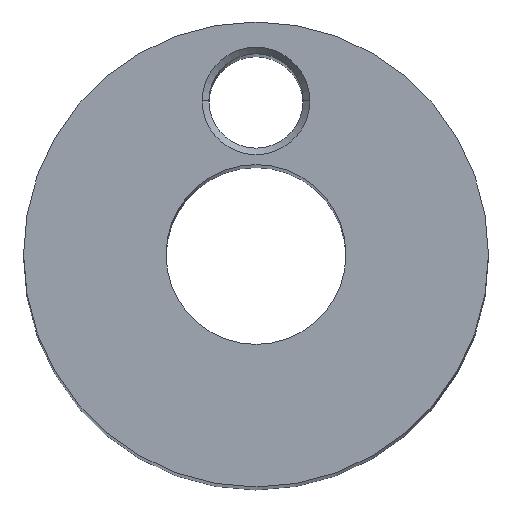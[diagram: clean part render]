
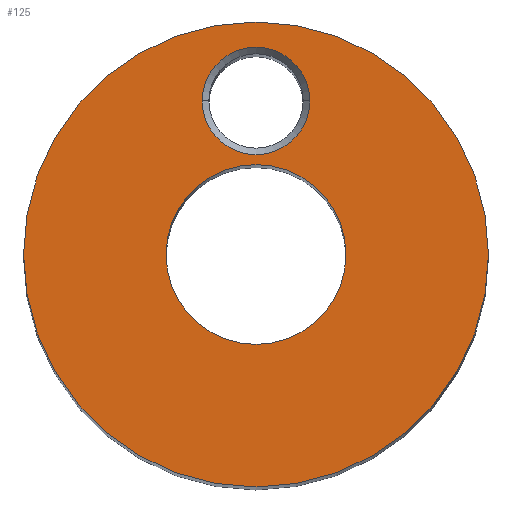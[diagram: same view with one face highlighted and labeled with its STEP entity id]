
A CAD part, top view. The second image highlights one B-rep face of the part: STEP entity #125.
In plain terms, the highlighted planar face has unit normal (0, 0, 1).
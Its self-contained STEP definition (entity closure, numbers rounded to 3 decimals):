
#1 = DIRECTION ( 'NONE',  ( 1., 0., 0. ) ) ;
#2 = PLANE ( 'NONE',  #265 ) ;
#9 = CARTESIAN_POINT ( 'NONE',  ( 2.45, 7., 79. ) ) ;
#36 = FACE_BOUND ( 'NONE', #93, .T. ) ;
#38 = CARTESIAN_POINT ( 'NONE',  ( 0., 0., 79. ) ) ;
#54 = CIRCLE ( 'NONE', #71, 2.45 ) ;
#63 = CIRCLE ( 'NONE', #498, 2.45 ) ;
#71 = AXIS2_PLACEMENT_3D ( 'NONE', #519, #172, #169 ) ;
#82 = CARTESIAN_POINT ( 'NONE',  ( -4.1, 0., 79. ) ) ;
#83 = DIRECTION ( 'NONE',  ( 0., 0., 1. ) ) ;
#86 = ORIENTED_EDGE ( 'NONE', *, *, #263, .T. ) ;
#88 = DIRECTION ( 'NONE',  ( 1., 0., 0. ) ) ;
#89 = EDGE_LOOP ( 'NONE', ( #180, #529 ) ) ;
#93 = EDGE_LOOP ( 'NONE', ( #106, #86 ) ) ;
#97 = AXIS2_PLACEMENT_3D ( 'NONE', #339, #538, #355 ) ;
#106 = ORIENTED_EDGE ( 'NONE', *, *, #303, .T. ) ;
#119 = DIRECTION ( 'NONE',  ( 0., 0., 1. ) ) ;
#121 = CARTESIAN_POINT ( 'NONE',  ( 10.6, 0., 79. ) ) ;
#125 = ADVANCED_FACE ( 'NONE', ( #36, #198, #458 ), #2, .T. ) ;
#141 = CIRCLE ( 'NONE', #204, 10.6 ) ;
#152 = ORIENTED_EDGE ( 'NONE', *, *, #273, .T. ) ;
#169 = DIRECTION ( 'NONE',  ( 1., 0., 0. ) ) ;
#172 = DIRECTION ( 'NONE',  ( 0., 0., -1. ) ) ;
#180 = ORIENTED_EDGE ( 'NONE', *, *, #244, .F. ) ;
#181 = AXIS2_PLACEMENT_3D ( 'NONE', #315, #388, #482 ) ;
#197 = AXIS2_PLACEMENT_3D ( 'NONE', #38, #383, #1 ) ;
#198 = FACE_OUTER_BOUND ( 'NONE', #444, .T. ) ;
#204 = AXIS2_PLACEMENT_3D ( 'NONE', #537, #83, #213 ) ;
#213 = DIRECTION ( 'NONE',  ( 1., 0., 0. ) ) ;
#217 = CARTESIAN_POINT ( 'NONE',  ( 0., 7., 79. ) ) ;
#220 = VERTEX_POINT ( 'NONE', #121 ) ;
#240 = VERTEX_POINT ( 'NONE', #421 ) ;
#244 = EDGE_CURVE ( 'NONE', #331, #240, #528, .T. ) ;
#263 = EDGE_CURVE ( 'NONE', #287, #284, #54, .T. ) ;
#265 = AXIS2_PLACEMENT_3D ( 'NONE', #299, #119, #381 ) ;
#273 = EDGE_CURVE ( 'NONE', #451, #220, #141, .T. ) ;
#284 = VERTEX_POINT ( 'NONE', #9 ) ;
#287 = VERTEX_POINT ( 'NONE', #469 ) ;
#296 = CIRCLE ( 'NONE', #181, 4.1 ) ;
#299 = CARTESIAN_POINT ( 'NONE',  ( 0., 0., 79. ) ) ;
#303 = EDGE_CURVE ( 'NONE', #284, #287, #63, .T. ) ;
#315 = CARTESIAN_POINT ( 'NONE',  ( 0., 0., 79. ) ) ;
#324 = CARTESIAN_POINT ( 'NONE',  ( -10.6, 0., 79. ) ) ;
#331 = VERTEX_POINT ( 'NONE', #82 ) ;
#339 = CARTESIAN_POINT ( 'NONE',  ( 0., 0., 79. ) ) ;
#347 = CIRCLE ( 'NONE', #97, 10.6 ) ;
#355 = DIRECTION ( 'NONE',  ( 1., 0., 0. ) ) ;
#381 = DIRECTION ( 'NONE',  ( 1., 0., 0. ) ) ;
#383 = DIRECTION ( 'NONE',  ( 0., 0., 1. ) ) ;
#388 = DIRECTION ( 'NONE',  ( 0., 0., 1. ) ) ;
#421 = CARTESIAN_POINT ( 'NONE',  ( 4.1, 0., 79. ) ) ;
#444 = EDGE_LOOP ( 'NONE', ( #152, #491 ) ) ;
#451 = VERTEX_POINT ( 'NONE', #324 ) ;
#458 = FACE_BOUND ( 'NONE', #89, .T. ) ;
#466 = EDGE_CURVE ( 'NONE', #220, #451, #347, .T. ) ;
#469 = CARTESIAN_POINT ( 'NONE',  ( -2.45, 7., 79. ) ) ;
#474 = DIRECTION ( 'NONE',  ( 0., 0., -1. ) ) ;
#482 = DIRECTION ( 'NONE',  ( 1., 0., 0. ) ) ;
#491 = ORIENTED_EDGE ( 'NONE', *, *, #466, .T. ) ;
#498 = AXIS2_PLACEMENT_3D ( 'NONE', #217, #474, #88 ) ;
#519 = CARTESIAN_POINT ( 'NONE',  ( 0., 7., 79. ) ) ;
#528 = CIRCLE ( 'NONE', #197, 4.1 ) ;
#529 = ORIENTED_EDGE ( 'NONE', *, *, #543, .F. ) ;
#537 = CARTESIAN_POINT ( 'NONE',  ( 0., 0., 79. ) ) ;
#538 = DIRECTION ( 'NONE',  ( 0., 0., 1. ) ) ;
#543 = EDGE_CURVE ( 'NONE', #240, #331, #296, .T. ) ;
